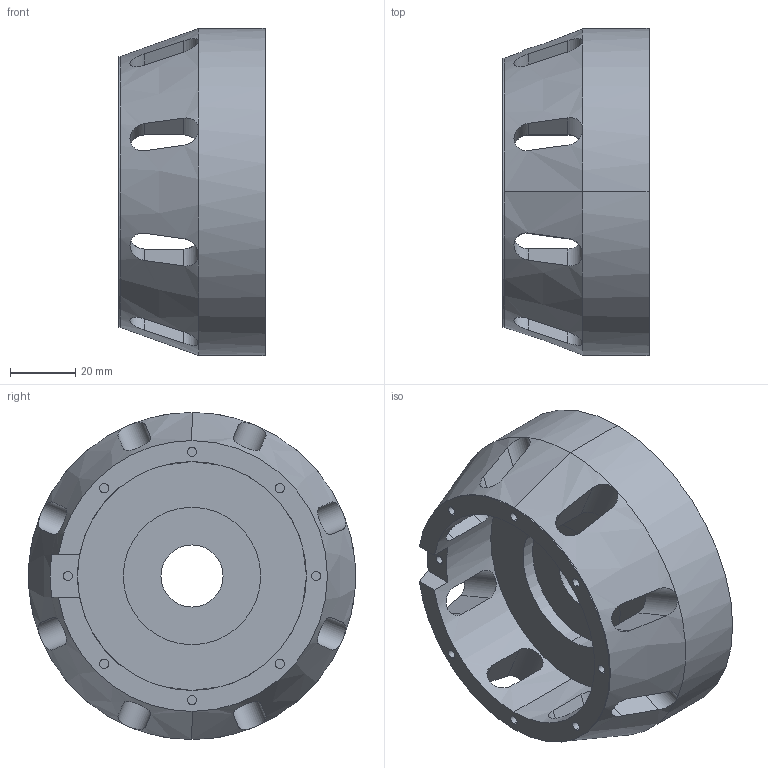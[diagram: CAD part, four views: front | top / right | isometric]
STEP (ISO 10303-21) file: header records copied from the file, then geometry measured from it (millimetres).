
FILE_DESCRIPTION (( 'STEP AP203' ), '1' );
FILE_NAME ('J1_orbit.STEP', '2021-03-13T20:17:59', ( '' ), ( '' ), 'SwSTEP 2.0', 'SolidWorks 2020', '' );
FILE_SCHEMA (( 'CONFIG_CONTROL_DESIGN' ));
Length unit declared in the file: millimetre
Products named in the file (1): J1_orbit
Bounding box: 44.65 x 100 x 100 mm (x, y, z)
Volume: 127490.6 mm3; surface area: 43872.2 mm2
Topology: 1 solids, 1 shells, 606 faces, 1770 edges, 1176 vertices
Faces by surface type: cylinder 228, plane 208, bspline 168, cone 2
Entity records: 24812 total; most frequent: CARTESIAN_POINT 9491, ORIENTED_EDGE 3540, DIRECTION 2689, EDGE_CURVE 1770, VERTEX_POINT 1176, LINE 941, VECTOR 941, AXIS2_PLACEMENT_3D 874
